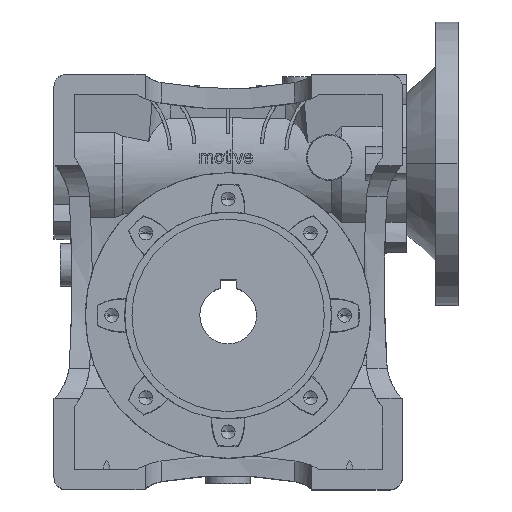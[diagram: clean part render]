
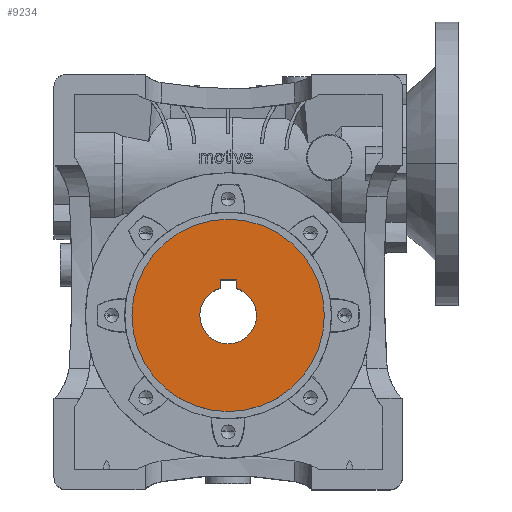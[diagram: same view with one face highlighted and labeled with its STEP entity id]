
A CAD part, top view. The second image highlights one B-rep face of the part: STEP entity #9234.
In plain terms, the highlighted face is planar.
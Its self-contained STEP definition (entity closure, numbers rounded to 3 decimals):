
#3820 = CIRCLE ( 'NONE', #40006, 47.5 ) ;
#5704 = EDGE_CURVE ( 'NONE', #38309, #38306, #8228, .T. ) ;
#5708 = EDGE_CURVE ( 'NONE', #38310, #38309, #8235, .T. ) ;
#7057 = CARTESIAN_POINT ( 'NONE',  ( 0., 0., -60. ) ) ;
#7058 = DIRECTION ( 'NONE',  ( 0., 0., 1. ) ) ;
#7059 = DIRECTION ( 'NONE',  ( 1., 0., 0. ) ) ;
#8228 = CIRCLE ( 'NONE', #13839, 14. ) ;
#8235 = CIRCLE ( 'NONE', #13841, 14. ) ;
#9234 = ADVANCED_FACE ( 'NONE', ( #43105, #43112 ), #42280, .F. ) ;
#10583 = EDGE_LOOP ( 'NONE', ( #51335, #51336, #51337, #51338, #51339, #51340 ) ) ;
#10588 = EDGE_LOOP ( 'NONE', ( #51333, #51334 ) ) ;
#13635 = EDGE_CURVE ( 'NONE', #38122, #38127, #3820, .T. ) ;
#13839 = AXIS2_PLACEMENT_3D ( 'NONE', #35787, #35788, #35789 ) ;
#13841 = AXIS2_PLACEMENT_3D ( 'NONE', #35798, #35799, #35800 ) ;
#16445 = EDGE_CURVE ( 'NONE', #38127, #38122, #46100, .T. ) ;
#16446 = EDGE_CURVE ( 'NONE', #27806, #27810, #46103, .T. ) ;
#16447 = EDGE_CURVE ( 'NONE', #27810, #27801, #46095, .T. ) ;
#16448 = EDGE_CURVE ( 'NONE', #27801, #38310, #46107, .T. ) ;
#16449 = EDGE_CURVE ( 'NONE', #38306, #27806, #46110, .T. ) ;
#21508 = CARTESIAN_POINT ( 'NONE',  ( -4., 13.416, -60. ) ) ;
#21516 = CARTESIAN_POINT ( 'NONE',  ( 4., 17.5, -60. ) ) ;
#21523 = CARTESIAN_POINT ( 'NONE',  ( -4., 17.5, -60. ) ) ;
#22054 = CARTESIAN_POINT ( 'NONE',  ( 47.5, 0., -60. ) ) ;
#22059 = CARTESIAN_POINT ( 'NONE',  ( -47.5, 0., -60. ) ) ;
#23704 = CARTESIAN_POINT ( 'NONE',  ( 4., 13.416, -60. ) ) ;
#23708 = CARTESIAN_POINT ( 'NONE',  ( 14., 0., -60. ) ) ;
#23709 = CARTESIAN_POINT ( 'NONE',  ( -14., 0., -60. ) ) ;
#27801 = VERTEX_POINT ( 'NONE', #21508 ) ;
#27806 = VERTEX_POINT ( 'NONE', #21516 ) ;
#27810 = VERTEX_POINT ( 'NONE', #21523 ) ;
#35787 = CARTESIAN_POINT ( 'NONE',  ( 0., 0., -60. ) ) ;
#35788 = DIRECTION ( 'NONE',  ( 0., 0., 1. ) ) ;
#35789 = DIRECTION ( 'NONE',  ( 1., 0., 0. ) ) ;
#35798 = CARTESIAN_POINT ( 'NONE',  ( 0., 0., -60. ) ) ;
#35799 = DIRECTION ( 'NONE',  ( 0., 0., 1. ) ) ;
#35800 = DIRECTION ( 'NONE',  ( 1., 0., 0. ) ) ;
#38122 = VERTEX_POINT ( 'NONE', #22054 ) ;
#38127 = VERTEX_POINT ( 'NONE', #22059 ) ;
#38306 = VERTEX_POINT ( 'NONE', #23704 ) ;
#38309 = VERTEX_POINT ( 'NONE', #23708 ) ;
#38310 = VERTEX_POINT ( 'NONE', #23709 ) ;
#39644 = AXIS2_PLACEMENT_3D ( 'NONE', #42278, #42277, #42282 ) ;
#40006 = AXIS2_PLACEMENT_3D ( 'NONE', #7057, #7058, #7059 ) ;
#40125 = AXIS2_PLACEMENT_3D ( 'NONE', #44774, #44775, #44776 ) ;
#40126 = AXIS2_PLACEMENT_3D ( 'NONE', #44781, #44782, #44783 ) ;
#42277 = DIRECTION ( 'NONE',  ( 0., 0., 1. ) ) ;
#42278 = CARTESIAN_POINT ( 'NONE',  ( 0., 47.5, -60. ) ) ;
#42280 = PLANE ( 'NONE',  #39644 ) ;
#42282 = DIRECTION ( 'NONE',  ( 1., 0., 0. ) ) ;
#43105 = FACE_OUTER_BOUND ( 'NONE', #10588, .T. ) ;
#43112 = FACE_BOUND ( 'NONE', #10583, .T. ) ;
#44766 = CARTESIAN_POINT ( 'NONE',  ( -4., 17.5, -60. ) ) ;
#44769 = DIRECTION ( 'NONE',  ( -1., 0., 0. ) ) ;
#44772 = CARTESIAN_POINT ( 'NONE',  ( 4., 17.5, -60. ) ) ;
#44773 = DIRECTION ( 'NONE',  ( 0., 1., 0. ) ) ;
#44774 = CARTESIAN_POINT ( 'NONE',  ( 0., 0., -60. ) ) ;
#44775 = DIRECTION ( 'NONE',  ( 0., 0., 1. ) ) ;
#44776 = DIRECTION ( 'NONE',  ( 1., 0., 0. ) ) ;
#44777 = CARTESIAN_POINT ( 'NONE',  ( -4., 17.5, -60. ) ) ;
#44778 = DIRECTION ( 'NONE',  ( 0., -1., 0. ) ) ;
#44781 = CARTESIAN_POINT ( 'NONE',  ( 0., 0., -60. ) ) ;
#44782 = DIRECTION ( 'NONE',  ( 0., 0., 1. ) ) ;
#44783 = DIRECTION ( 'NONE',  ( 1., 0., 0. ) ) ;
#46095 = LINE ( 'NONE', #44777, #46109 ) ;
#46100 = CIRCLE ( 'NONE', #40125, 47.5 ) ;
#46103 = LINE ( 'NONE', #44766, #46105 ) ;
#46105 = VECTOR ( 'NONE', #44769, 1000. ) ;
#46107 = CIRCLE ( 'NONE', #40126, 14. ) ;
#46109 = VECTOR ( 'NONE', #44778, 1000. ) ;
#46110 = LINE ( 'NONE', #44772, #46112 ) ;
#46112 = VECTOR ( 'NONE', #44773, 1000. ) ;
#51333 = ORIENTED_EDGE ( 'NONE', *, *, #13635, .F. ) ;
#51334 = ORIENTED_EDGE ( 'NONE', *, *, #16445, .F. ) ;
#51335 = ORIENTED_EDGE ( 'NONE', *, *, #16446, .T. ) ;
#51336 = ORIENTED_EDGE ( 'NONE', *, *, #16447, .T. ) ;
#51337 = ORIENTED_EDGE ( 'NONE', *, *, #16448, .T. ) ;
#51338 = ORIENTED_EDGE ( 'NONE', *, *, #5708, .T. ) ;
#51339 = ORIENTED_EDGE ( 'NONE', *, *, #5704, .T. ) ;
#51340 = ORIENTED_EDGE ( 'NONE', *, *, #16449, .T. ) ;
